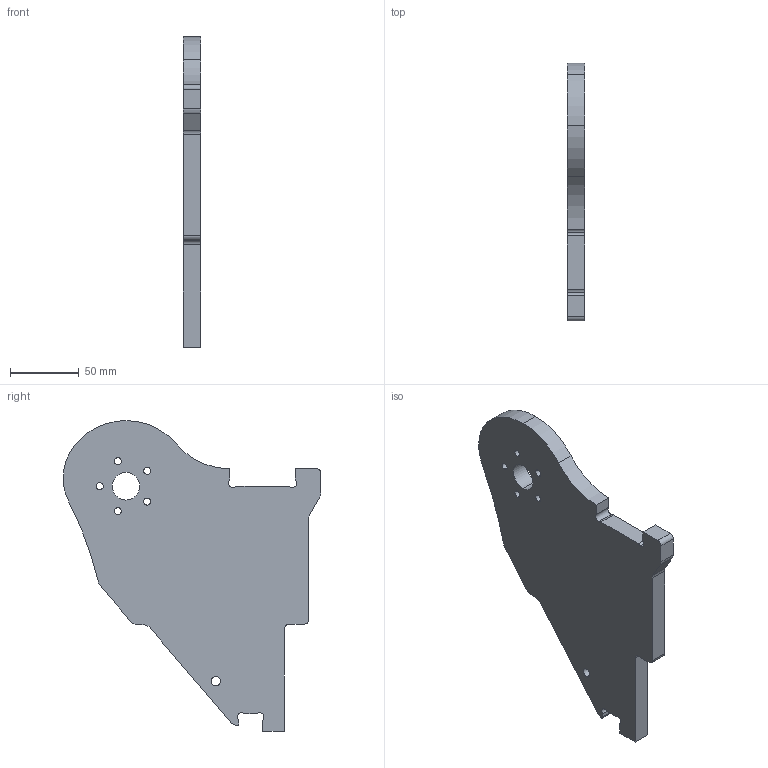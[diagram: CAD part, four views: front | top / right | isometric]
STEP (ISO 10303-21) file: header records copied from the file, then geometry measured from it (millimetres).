
FILE_DESCRIPTION (( 'STEP AP214' ), '1' );
FILE_NAME ('Inner rail sim.STEP', '2024-11-14T18:43:49', ( '' ), ( '' ), 'SwSTEP 2.0', 'SolidWorks 2024', '' );
FILE_SCHEMA (( 'AUTOMOTIVE_DESIGN' ));
Length unit declared in the file: inch
Products named in the file (1): Inner rail sim
Bounding box: 12.7 x 186.85 x 225.43 mm (x, y, z)
Volume: 311453 mm3; surface area: 60511.8 mm2
Topology: 1 solids, 1 shells, 55 faces, 159 edges, 106 vertices
Faces by surface type: cylinder 35, plane 20
Entity records: 1898 total; most frequent: DIRECTION 341, CARTESIAN_POINT 321, ORIENTED_EDGE 318, EDGE_CURVE 159, AXIS2_PLACEMENT_3D 126, VERTEX_POINT 106, VECTOR 89, LINE 89
